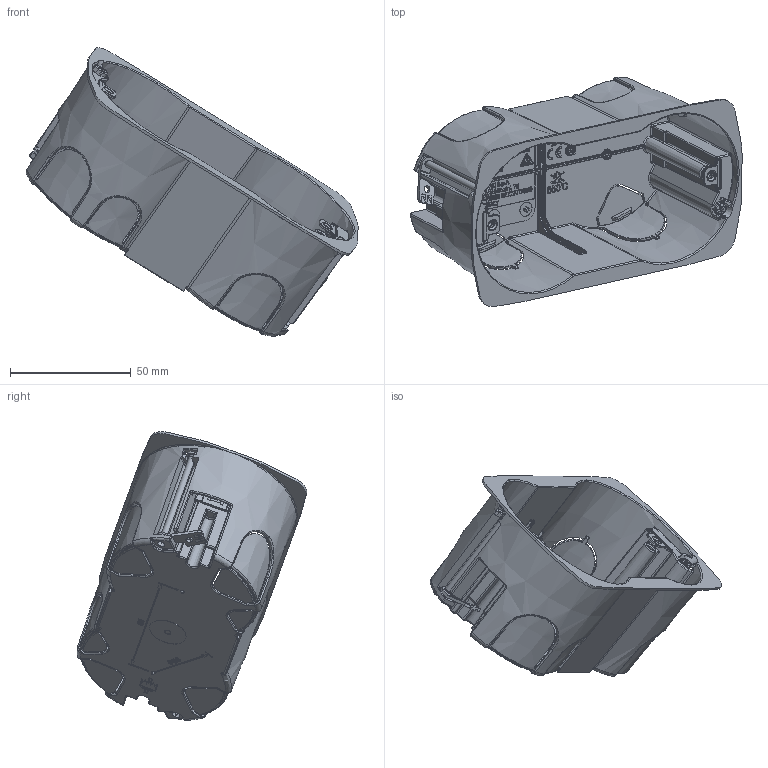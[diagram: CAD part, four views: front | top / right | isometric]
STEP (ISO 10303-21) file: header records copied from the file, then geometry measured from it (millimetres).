
FILE_DESCRIPTION(('CATIA V5 STEP Exchange'),'2;1');
FILE_NAME('254CG.stp','2025-04-07T07:57:55+00:00',('none'),('none'),'CATIA Version 5-6 Release 2016 SP6','CATIA V5 STEP AP203','none');
FILE_SCHEMA(('CONFIG_CONTROL_DESIGN'));
Products named in the file (1): STP
Assembly tree (7 placements, depth 2):
  STP
    #57
    #143820  x2
    #147634  x2
    #149162  x2
Bounding box: 137.41 x 95.07 x 119.51 mm (x, y, z)
Volume: 40227.2 mm3; surface area: 62106 mm2
Topology: 80 solids, 80 shells, 4287 faces, 11418 edges, 7161 vertices
Faces by surface type: plane 2500, cylinder 870, bspline 484, torus 194, cone 118, sphere 80, extrusion 37, revolution 4
Entity records: 150345 total; most frequent: CARTESIAN_POINT 58726, ORIENTED_EDGE 21428, DIRECTION 14319, EDGE_CURVE 10714, VECTOR 6901, LINE 6864, VERTEX_POINT 6793, AXIS2_PLACEMENT_3D 4442
